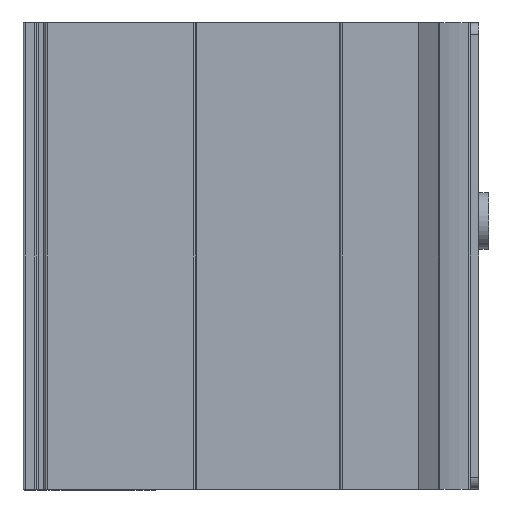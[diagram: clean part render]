
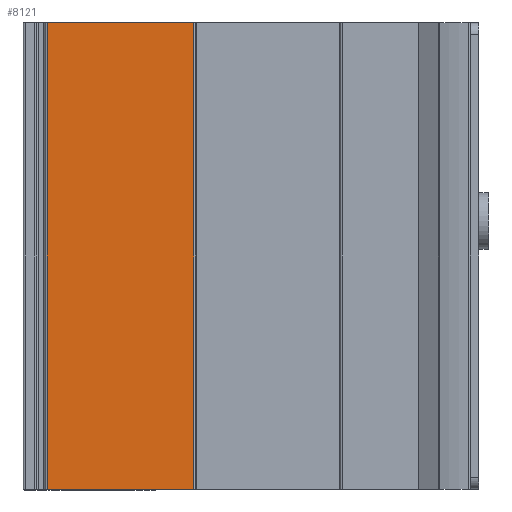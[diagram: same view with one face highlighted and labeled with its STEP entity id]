
A CAD part, front view. The second image highlights one B-rep face of the part: STEP entity #8121.
In plain terms, the highlighted planar face has unit normal (0, -1, 0).
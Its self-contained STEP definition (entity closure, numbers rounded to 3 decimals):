
#479=LINE('',#12938,#1017);
#509=LINE('',#13096,#1047);
#559=LINE('',#13414,#1097);
#560=LINE('',#13416,#1098);
#1017=VECTOR('',#10201,1000.);
#1047=VECTOR('',#10331,1000.);
#1097=VECTOR('',#10481,1000.);
#1098=VECTOR('',#10484,1000.);
#1819=ORIENTED_EDGE('',*,*,#3789,.T.);
#1820=ORIENTED_EDGE('',*,*,#3880,.F.);
#1821=ORIENTED_EDGE('',*,*,#3710,.F.);
#1822=ORIENTED_EDGE('',*,*,#3879,.T.);
#3710=EDGE_CURVE('',#4768,#4769,#479,.T.);
#3789=EDGE_CURVE('',#4847,#4846,#509,.T.);
#3879=EDGE_CURVE('',#4768,#4847,#559,.T.);
#3880=EDGE_CURVE('',#4769,#4846,#560,.T.);
#4768=VERTEX_POINT('',#12937);
#4769=VERTEX_POINT('',#12939);
#4846=VERTEX_POINT('',#13095);
#4847=VERTEX_POINT('',#13097);
#6038=EDGE_LOOP('',(#1819,#1820,#1821,#1822));
#6972=FACE_BOUND('',#6038,.T.);
#7856=PLANE('',#9114);
#8121=ADVANCED_FACE('',(#6972),#7856,.F.);
#9114=AXIS2_PLACEMENT_3D('',#13415,#10482,#10483);
#10201=DIRECTION('',(1.,0.,0.));
#10331=DIRECTION('',(1.,0.,0.));
#10481=DIRECTION('',(0.,0.,-1.));
#10482=DIRECTION('',(0.,1.,0.));
#10483=DIRECTION('',(0.,0.,1.));
#10484=DIRECTION('',(0.,0.,-1.));
#12937=CARTESIAN_POINT('',(69.,-23.,116.2));
#12938=CARTESIAN_POINT('',(69.,-23.,116.2));
#12939=CARTESIAN_POINT('',(105.5,-23.,116.2));
#13095=CARTESIAN_POINT('',(105.5,-23.,0.));
#13096=CARTESIAN_POINT('',(69.,-23.,0.));
#13097=CARTESIAN_POINT('',(69.,-23.,0.));
#13414=CARTESIAN_POINT('',(69.,-23.,116.2));
#13415=CARTESIAN_POINT('',(69.,-23.,116.2));
#13416=CARTESIAN_POINT('',(105.5,-23.,116.2));
